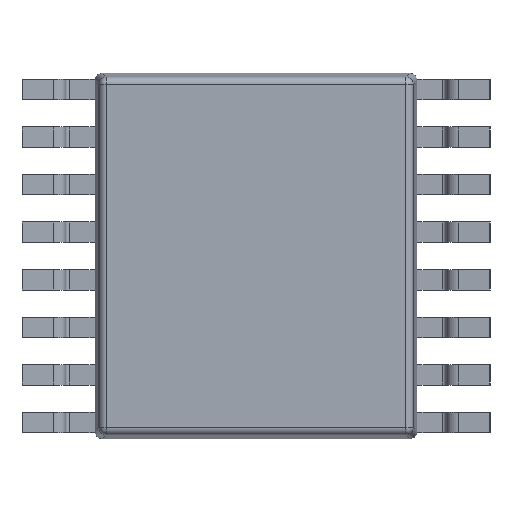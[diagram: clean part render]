
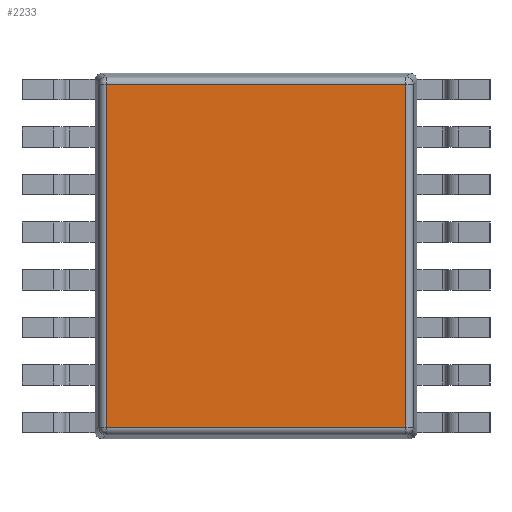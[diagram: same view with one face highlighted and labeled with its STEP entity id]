
A CAD part, front view. The second image highlights one B-rep face of the part: STEP entity #2233.
In plain terms, the highlighted planar face has unit normal (0, -1, 0).
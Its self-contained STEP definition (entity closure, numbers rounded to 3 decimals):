
#80 = CARTESIAN_POINT ( 'NONE',  ( -2.048, 0.15, 2.348 ) ) ;
#208 = ORIENTED_EDGE ( 'NONE', *, *, #2386, .T. ) ;
#313 = ORIENTED_EDGE ( 'NONE', *, *, #772, .T. ) ;
#677 = CARTESIAN_POINT ( 'NONE',  ( -2.135, 0.15, 2.348 ) ) ;
#737 = ORIENTED_EDGE ( 'NONE', *, *, #5453, .T. ) ;
#756 = LINE ( 'NONE', #677, #1133 ) ;
#772 = EDGE_CURVE ( 'NONE', #3588, #3044, #7170, .T. ) ;
#776 = EDGE_LOOP ( 'NONE', ( #208, #737, #8314, #313 ) ) ;
#1061 = CARTESIAN_POINT ( 'NONE',  ( 2.135, 0.15, -2.348 ) ) ;
#1119 = DIRECTION ( 'NONE',  ( 0., 0., -1. ) ) ;
#1133 = VECTOR ( 'NONE', #5771, 1000. ) ;
#1179 = EDGE_CURVE ( 'NONE', #2652, #3588, #6248, .T. ) ;
#1243 = DIRECTION ( 'NONE',  ( 0., 0., 1. ) ) ;
#1771 = DIRECTION ( 'NONE',  ( 0., -1., 0. ) ) ;
#2233 = ADVANCED_FACE ( 'NONE', ( #7143 ), #2376, .T. ) ;
#2376 = PLANE ( 'NONE',  #3003 ) ;
#2386 = EDGE_CURVE ( 'NONE', #3044, #3915, #756, .T. ) ;
#2506 = CARTESIAN_POINT ( 'NONE',  ( -2.048, 0.15, -2.435 ) ) ;
#2652 = VERTEX_POINT ( 'NONE', #7315 ) ;
#2823 = CARTESIAN_POINT ( 'NONE',  ( 2.048, 0.15, -2.348 ) ) ;
#3003 = AXIS2_PLACEMENT_3D ( 'NONE', #8170, #1771, #3726 ) ;
#3044 = VERTEX_POINT ( 'NONE', #7360 ) ;
#3588 = VERTEX_POINT ( 'NONE', #2823 ) ;
#3726 = DIRECTION ( 'NONE',  ( 0., 0., -1. ) ) ;
#3793 = CARTESIAN_POINT ( 'NONE',  ( 2.048, 0.15, 2.435 ) ) ;
#3852 = LINE ( 'NONE', #2506, #5852 ) ;
#3915 = VERTEX_POINT ( 'NONE', #80 ) ;
#4337 = VECTOR ( 'NONE', #5601, 1000. ) ;
#5453 = EDGE_CURVE ( 'NONE', #3915, #2652, #3852, .T. ) ;
#5601 = DIRECTION ( 'NONE',  ( 1., 0., 0. ) ) ;
#5771 = DIRECTION ( 'NONE',  ( -1., 0., 0. ) ) ;
#5852 = VECTOR ( 'NONE', #1119, 1000. ) ;
#6248 = LINE ( 'NONE', #1061, #4337 ) ;
#7143 = FACE_OUTER_BOUND ( 'NONE', #776, .T. ) ;
#7170 = LINE ( 'NONE', #3793, #7872 ) ;
#7315 = CARTESIAN_POINT ( 'NONE',  ( -2.048, 0.15, -2.348 ) ) ;
#7360 = CARTESIAN_POINT ( 'NONE',  ( 2.048, 0.15, 2.348 ) ) ;
#7872 = VECTOR ( 'NONE', #1243, 1000. ) ;
#8170 = CARTESIAN_POINT ( 'NONE',  ( 0., 0.15, 0. ) ) ;
#8314 = ORIENTED_EDGE ( 'NONE', *, *, #1179, .T. ) ;
